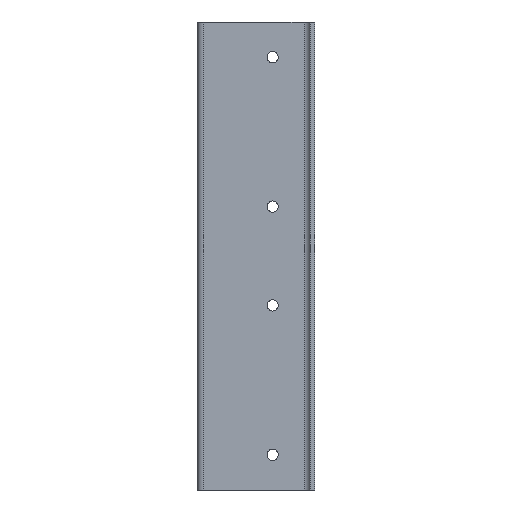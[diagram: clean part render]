
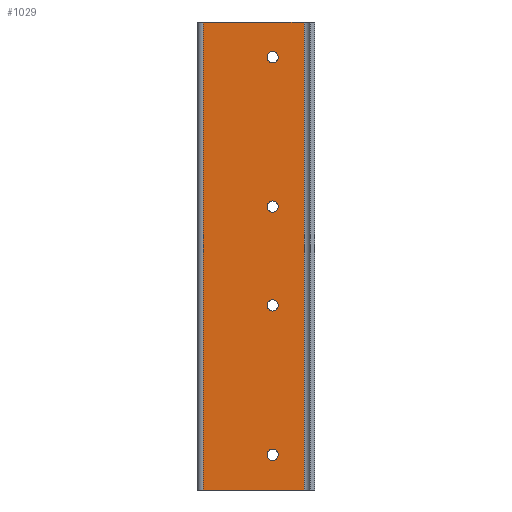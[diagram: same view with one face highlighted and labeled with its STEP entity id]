
A CAD part, left-side view. The second image highlights one B-rep face of the part: STEP entity #1029.
In plain terms, the highlighted planar face has unit normal (-1, 0, 0).
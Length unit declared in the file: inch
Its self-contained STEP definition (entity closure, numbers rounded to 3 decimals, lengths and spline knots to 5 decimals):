
#9 = CARTESIAN_POINT ( 'NONE',  ( 0.63, 0.66, 6.838 ) ) ;
#13 = CIRCLE ( 'NONE', #989, 0.088 ) ;
#14 = LINE ( 'NONE', #452, #397 ) ;
#55 = AXIS2_PLACEMENT_3D ( 'NONE', #104, #409, #750 ) ;
#95 = ORIENTED_EDGE ( 'NONE', *, *, #139, .F. ) ;
#104 = CARTESIAN_POINT ( 'NONE',  ( 0.63, 0.66, 6.75 ) ) ;
#108 = DIRECTION ( 'NONE',  ( 1., 0., 0. ) ) ;
#111 = DIRECTION ( 'NONE',  ( 0., 1., 0. ) ) ;
#119 = CIRCLE ( 'NONE', #306, 0.088 ) ;
#136 = CARTESIAN_POINT ( 'NONE',  ( 0.63, 1.74, 7.3 ) ) ;
#137 = CARTESIAN_POINT ( 'NONE',  ( 0.63, 0.66, 0.55 ) ) ;
#139 = EDGE_CURVE ( 'NONE', #981, #527, #1020, .T. ) ;
#163 = ORIENTED_EDGE ( 'NONE', *, *, #1331, .T. ) ;
#166 = ORIENTED_EDGE ( 'NONE', *, *, #1052, .T. ) ;
#176 = EDGE_LOOP ( 'NONE', ( #163, #1225 ) ) ;
#181 = EDGE_CURVE ( 'NONE', #1081, #295, #948, .T. ) ;
#187 = FACE_BOUND ( 'NONE', #621, .T. ) ;
#196 = AXIS2_PLACEMENT_3D ( 'NONE', #850, #108, #1356 ) ;
#197 = FACE_OUTER_BOUND ( 'NONE', #1050, .T. ) ;
#208 = FACE_BOUND ( 'NONE', #462, .T. ) ;
#246 = EDGE_CURVE ( 'NONE', #1011, #403, #119, .T. ) ;
#249 = DIRECTION ( 'NONE',  ( 1., 0., 0. ) ) ;
#252 = DIRECTION ( 'NONE',  ( 0., 0., -1. ) ) ;
#254 = CARTESIAN_POINT ( 'NONE',  ( 0.63, 1.74, 0. ) ) ;
#295 = VERTEX_POINT ( 'NONE', #1060 ) ;
#306 = AXIS2_PLACEMENT_3D ( 'NONE', #411, #516, #1034 ) ;
#309 = CIRCLE ( 'NONE', #1128, 0.088 ) ;
#317 = ORIENTED_EDGE ( 'NONE', *, *, #343, .T. ) ;
#319 = VERTEX_POINT ( 'NONE', #9 ) ;
#331 = CIRCLE ( 'NONE', #688, 0.088 ) ;
#343 = EDGE_CURVE ( 'NONE', #403, #1011, #13, .T. ) ;
#345 = VERTEX_POINT ( 'NONE', #954 ) ;
#372 = AXIS2_PLACEMENT_3D ( 'NONE', #919, #1335, #1237 ) ;
#377 = AXIS2_PLACEMENT_3D ( 'NONE', #137, #249, #1097 ) ;
#397 = VECTOR ( 'NONE', #873, 39.37008 ) ;
#403 = VERTEX_POINT ( 'NONE', #551 ) ;
#409 = DIRECTION ( 'NONE',  ( 1., 0., 0. ) ) ;
#411 = CARTESIAN_POINT ( 'NONE',  ( 0.63, 0.66, 2.88 ) ) ;
#417 = VECTOR ( 'NONE', #911, 39.37008 ) ;
#438 = VECTOR ( 'NONE', #252, 39.37008 ) ;
#439 = DIRECTION ( 'NONE',  ( 1., 0., 0. ) ) ;
#451 = LINE ( 'NONE', #254, #842 ) ;
#452 = CARTESIAN_POINT ( 'NONE',  ( 0.63, 1.74, 7.3 ) ) ;
#456 = EDGE_CURVE ( 'NONE', #1139, #1119, #493, .T. ) ;
#462 = EDGE_LOOP ( 'NONE', ( #1352, #166 ) ) ;
#465 = CARTESIAN_POINT ( 'NONE',  ( 0.63, 0.17, 7.3 ) ) ;
#472 = CARTESIAN_POINT ( 'NONE',  ( 0.63, 0.66, 4.332 ) ) ;
#493 = LINE ( 'NONE', #136, #438 ) ;
#516 = DIRECTION ( 'NONE',  ( 1., 0., 0. ) ) ;
#527 = VERTEX_POINT ( 'NONE', #786 ) ;
#551 = CARTESIAN_POINT ( 'NONE',  ( 0.63, 0.66, 2.792 ) ) ;
#568 = CARTESIAN_POINT ( 'NONE',  ( 0.63, 1.74, 7.3 ) ) ;
#594 = DIRECTION ( 'NONE',  ( 1., 0., 0. ) ) ;
#595 = EDGE_CURVE ( 'NONE', #345, #319, #950, .T. ) ;
#619 = PLANE ( 'NONE',  #196 ) ;
#621 = EDGE_LOOP ( 'NONE', ( #933, #652 ) ) ;
#641 = DIRECTION ( 'NONE',  ( 1., 0., 0. ) ) ;
#652 = ORIENTED_EDGE ( 'NONE', *, *, #181, .T. ) ;
#688 = AXIS2_PLACEMENT_3D ( 'NONE', #746, #641, #1355 ) ;
#734 = AXIS2_PLACEMENT_3D ( 'NONE', #1074, #594, #1309 ) ;
#746 = CARTESIAN_POINT ( 'NONE',  ( 0.63, 0.66, 4.42 ) ) ;
#747 = CARTESIAN_POINT ( 'NONE',  ( 0.63, 0.17, 7.3 ) ) ;
#750 = DIRECTION ( 'NONE',  ( 0., 1., 0. ) ) ;
#751 = VERTEX_POINT ( 'NONE', #894 ) ;
#763 = EDGE_CURVE ( 'NONE', #751, #821, #309, .T. ) ;
#773 = ORIENTED_EDGE ( 'NONE', *, *, #456, .T. ) ;
#781 = EDGE_CURVE ( 'NONE', #1139, #981, #14, .T. ) ;
#786 = CARTESIAN_POINT ( 'NONE',  ( 0.63, 0.17, 0. ) ) ;
#821 = VERTEX_POINT ( 'NONE', #472 ) ;
#826 = ORIENTED_EDGE ( 'NONE', *, *, #781, .F. ) ;
#842 = VECTOR ( 'NONE', #962, 39.37008 ) ;
#845 = FACE_BOUND ( 'NONE', #176, .T. ) ;
#850 = CARTESIAN_POINT ( 'NONE',  ( 0.63, 1.74, 7.3 ) ) ;
#873 = DIRECTION ( 'NONE',  ( 0., -1., 0. ) ) ;
#894 = CARTESIAN_POINT ( 'NONE',  ( 0.63, 0.66, 4.508 ) ) ;
#911 = DIRECTION ( 'NONE',  ( 0., 0., -1. ) ) ;
#919 = CARTESIAN_POINT ( 'NONE',  ( 0.63, 0.66, 0.55 ) ) ;
#933 = ORIENTED_EDGE ( 'NONE', *, *, #1111, .T. ) ;
#948 = CIRCLE ( 'NONE', #372, 0.088 ) ;
#950 = CIRCLE ( 'NONE', #734, 0.088 ) ;
#954 = CARTESIAN_POINT ( 'NONE',  ( 0.63, 0.66, 6.662 ) ) ;
#962 = DIRECTION ( 'NONE',  ( 0., -1., 0. ) ) ;
#979 = CARTESIAN_POINT ( 'NONE',  ( 0.63, 0.66, 4.42 ) ) ;
#981 = VERTEX_POINT ( 'NONE', #747 ) ;
#984 = CARTESIAN_POINT ( 'NONE',  ( 0.63, 1.74, 0. ) ) ;
#989 = AXIS2_PLACEMENT_3D ( 'NONE', #1300, #439, #111 ) ;
#995 = DIRECTION ( 'NONE',  ( 0., 1., 0. ) ) ;
#998 = ORIENTED_EDGE ( 'NONE', *, *, #1167, .T. ) ;
#1011 = VERTEX_POINT ( 'NONE', #1149 ) ;
#1020 = LINE ( 'NONE', #465, #417 ) ;
#1029 = ADVANCED_FACE ( 'NONE', ( #208, #845, #1271, #187, #197 ), #619, .F. ) ;
#1034 = DIRECTION ( 'NONE',  ( 0., 1., 0. ) ) ;
#1050 = EDGE_LOOP ( 'NONE', ( #998, #95, #826, #773 ) ) ;
#1052 = EDGE_CURVE ( 'NONE', #319, #345, #1366, .T. ) ;
#1060 = CARTESIAN_POINT ( 'NONE',  ( 0.63, 0.66, 0.462 ) ) ;
#1074 = CARTESIAN_POINT ( 'NONE',  ( 0.63, 0.66, 6.75 ) ) ;
#1081 = VERTEX_POINT ( 'NONE', #1284 ) ;
#1094 = DIRECTION ( 'NONE',  ( 1., 0., 0. ) ) ;
#1097 = DIRECTION ( 'NONE',  ( 0., 1., 0. ) ) ;
#1100 = EDGE_LOOP ( 'NONE', ( #317, #1304 ) ) ;
#1111 = EDGE_CURVE ( 'NONE', #295, #1081, #1343, .T. ) ;
#1119 = VERTEX_POINT ( 'NONE', #984 ) ;
#1128 = AXIS2_PLACEMENT_3D ( 'NONE', #979, #1094, #995 ) ;
#1139 = VERTEX_POINT ( 'NONE', #568 ) ;
#1149 = CARTESIAN_POINT ( 'NONE',  ( 0.63, 0.66, 2.968 ) ) ;
#1167 = EDGE_CURVE ( 'NONE', #1119, #527, #451, .T. ) ;
#1225 = ORIENTED_EDGE ( 'NONE', *, *, #763, .T. ) ;
#1237 = DIRECTION ( 'NONE',  ( 0., 1., 0. ) ) ;
#1271 = FACE_BOUND ( 'NONE', #1100, .T. ) ;
#1284 = CARTESIAN_POINT ( 'NONE',  ( 0.63, 0.66, 0.638 ) ) ;
#1300 = CARTESIAN_POINT ( 'NONE',  ( 0.63, 0.66, 2.88 ) ) ;
#1304 = ORIENTED_EDGE ( 'NONE', *, *, #246, .T. ) ;
#1309 = DIRECTION ( 'NONE',  ( 0., 1., 0. ) ) ;
#1331 = EDGE_CURVE ( 'NONE', #821, #751, #331, .T. ) ;
#1335 = DIRECTION ( 'NONE',  ( 1., 0., 0. ) ) ;
#1343 = CIRCLE ( 'NONE', #377, 0.088 ) ;
#1352 = ORIENTED_EDGE ( 'NONE', *, *, #595, .T. ) ;
#1355 = DIRECTION ( 'NONE',  ( 0., 1., 0. ) ) ;
#1356 = DIRECTION ( 'NONE',  ( 0., 1., 0. ) ) ;
#1366 = CIRCLE ( 'NONE', #55, 0.088 ) ;
